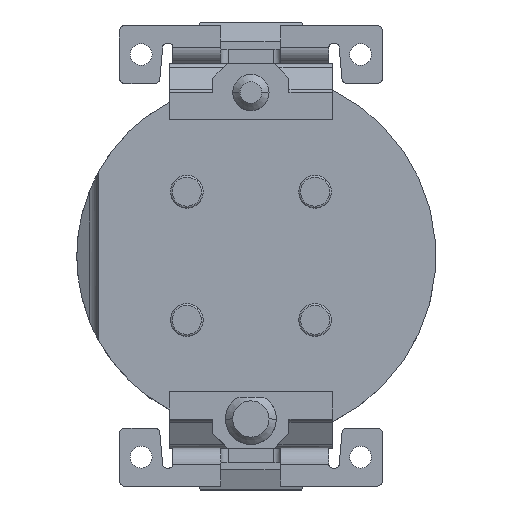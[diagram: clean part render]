
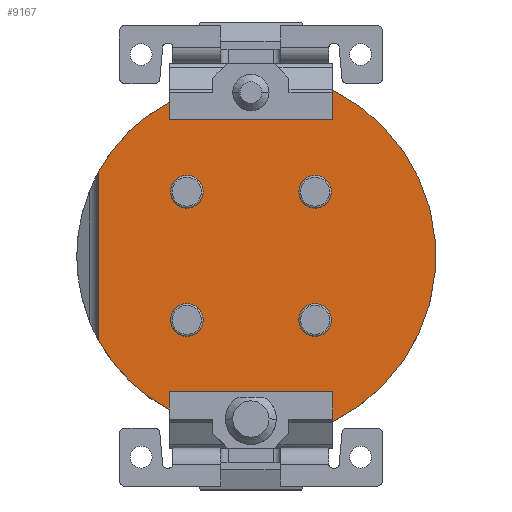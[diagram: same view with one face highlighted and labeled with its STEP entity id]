
A CAD part, top view. The second image highlights one B-rep face of the part: STEP entity #9167.
In plain terms, the highlighted planar face has unit normal (0, 0, 1).
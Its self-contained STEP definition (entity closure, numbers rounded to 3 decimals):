
#13=DIRECTION('',(0.,1.,0.));
#14=VECTOR('',#13,4.648);
#15=CARTESIAN_POINT('',(-4.2,-2.324,-1.2));
#16=LINE('',#15,#14);
#17=DIRECTION('',(0.,-1.,0.));
#18=VECTOR('',#17,0.49);
#19=CARTESIAN_POINT('',(-2.25,4.24,-1.2));
#20=LINE('',#19,#18);
#21=DIRECTION('',(1.,0.,0.));
#22=VECTOR('',#21,4.5);
#23=CARTESIAN_POINT('',(-2.25,3.75,-1.2));
#24=LINE('',#23,#22);
#25=DIRECTION('',(0.,1.,0.));
#26=VECTOR('',#25,0.827);
#27=CARTESIAN_POINT('',(2.25,3.75,-1.2));
#28=LINE('',#27,#26);
#29=DIRECTION('',(0.,1.,0.));
#30=VECTOR('',#29,0.827);
#31=CARTESIAN_POINT('',(2.25,-4.577,-1.2));
#32=LINE('',#31,#30);
#33=DIRECTION('',(-1.,0.,0.));
#34=VECTOR('',#33,4.5);
#35=CARTESIAN_POINT('',(2.25,-3.75,-1.2));
#36=LINE('',#35,#34);
#37=DIRECTION('',(0.,-1.,0.));
#38=VECTOR('',#37,0.49);
#39=CARTESIAN_POINT('',(-2.25,-3.75,-1.2));
#40=LINE('',#39,#38);
#41=CARTESIAN_POINT('',(1.768,-1.768,-1.2));
#42=DIRECTION('',(0.,0.,-1.));
#43=DIRECTION('',(-0.707,-0.707,0.));
#44=AXIS2_PLACEMENT_3D('',#41,#42,#43);
#46=CARTESIAN_POINT('',(1.768,-1.768,-1.2));
#47=DIRECTION('',(0.,0.,-1.));
#48=DIRECTION('',(0.707,0.707,0.));
#49=AXIS2_PLACEMENT_3D('',#46,#47,#48);
#51=CARTESIAN_POINT('',(-1.768,-1.768,-1.2));
#52=DIRECTION('',(0.,0.,-1.));
#53=DIRECTION('',(-0.707,-0.707,0.));
#54=AXIS2_PLACEMENT_3D('',#51,#52,#53);
#56=CARTESIAN_POINT('',(-1.768,-1.768,-1.2));
#57=DIRECTION('',(0.,0.,-1.));
#58=DIRECTION('',(0.707,0.707,0.));
#59=AXIS2_PLACEMENT_3D('',#56,#57,#58);
#61=CARTESIAN_POINT('',(-1.768,1.768,-1.2));
#62=DIRECTION('',(0.,0.,-1.));
#63=DIRECTION('',(-0.707,-0.707,0.));
#64=AXIS2_PLACEMENT_3D('',#61,#62,#63);
#66=CARTESIAN_POINT('',(-1.768,1.768,-1.2));
#67=DIRECTION('',(0.,0.,-1.));
#68=DIRECTION('',(0.707,0.707,0.));
#69=AXIS2_PLACEMENT_3D('',#66,#67,#68);
#71=CARTESIAN_POINT('',(1.768,1.768,-1.2));
#72=DIRECTION('',(0.,0.,-1.));
#73=DIRECTION('',(-0.707,-0.707,0.));
#74=AXIS2_PLACEMENT_3D('',#71,#72,#73);
#76=CARTESIAN_POINT('',(1.768,1.768,-1.2));
#77=DIRECTION('',(0.,0.,-1.));
#78=DIRECTION('',(0.707,0.707,0.));
#79=AXIS2_PLACEMENT_3D('',#76,#77,#78);
#89=CARTESIAN_POINT('',(0.,0.,-1.2));
#90=DIRECTION('',(0.,0.,1.));
#91=DIRECTION('',(-0.875,-0.484,0.));
#92=AXIS2_PLACEMENT_3D('',#89,#90,#91);
#165=CARTESIAN_POINT('',(0.,0.,-1.2));
#166=DIRECTION('',(0.,0.,1.));
#167=DIRECTION('',(-0.469,0.883,0.));
#168=AXIS2_PLACEMENT_3D('',#165,#166,#167);
#374=CARTESIAN_POINT('',(0.,0.,-1.2));
#375=DIRECTION('',(0.,0.,1.));
#376=DIRECTION('',(0.441,-0.897,0.));
#377=AXIS2_PLACEMENT_3D('',#374,#375,#376);
#7343=CARTESIAN_POINT('',(2.25,-3.75,-1.2));
#7344=CARTESIAN_POINT('',(-2.25,-3.75,-1.2));
#7345=VERTEX_POINT('',#7343);
#7346=VERTEX_POINT('',#7344);
#7347=CARTESIAN_POINT('',(-2.25,3.75,-1.2));
#7348=CARTESIAN_POINT('',(2.25,3.75,-1.2));
#7349=VERTEX_POINT('',#7347);
#7350=VERTEX_POINT('',#7348);
#7585=CARTESIAN_POINT('',(-2.25,-4.24,-1.2));
#7587=VERTEX_POINT('',#7585);
#7589=CARTESIAN_POINT('',(-2.25,4.24,-1.2));
#7591=VERTEX_POINT('',#7589);
#8127=CARTESIAN_POINT('',(2.25,-4.577,-1.2));
#8129=VERTEX_POINT('',#8127);
#8132=CARTESIAN_POINT('',(2.25,4.577,-1.2));
#8134=VERTEX_POINT('',#8132);
#8136=CARTESIAN_POINT('',(-4.2,-2.324,-1.2));
#8137=CARTESIAN_POINT('',(-4.2,2.324,-1.2));
#8138=VERTEX_POINT('',#8136);
#8139=VERTEX_POINT('',#8137);
#9052=CARTESIAN_POINT('',(1.485,-2.051,-1.2));
#9053=CARTESIAN_POINT('',(2.051,-1.485,-1.2));
#9054=VERTEX_POINT('',#9052);
#9055=VERTEX_POINT('',#9053);
#9072=CARTESIAN_POINT('',(-2.051,-2.051,-1.2));
#9073=CARTESIAN_POINT('',(-1.485,-1.485,-1.2));
#9074=VERTEX_POINT('',#9072);
#9075=VERTEX_POINT('',#9073);
#9092=CARTESIAN_POINT('',(-2.051,1.485,-1.2));
#9093=CARTESIAN_POINT('',(-1.485,2.051,-1.2));
#9094=VERTEX_POINT('',#9092);
#9095=VERTEX_POINT('',#9093);
#9112=CARTESIAN_POINT('',(1.485,1.485,-1.2));
#9113=CARTESIAN_POINT('',(2.051,2.051,-1.2));
#9114=VERTEX_POINT('',#9112);
#9115=VERTEX_POINT('',#9113);
#9116=CARTESIAN_POINT('',(0.,0.,-1.2));
#9117=DIRECTION('',(0.,0.,1.));
#9118=DIRECTION('',(0.,1.,0.));
#9119=AXIS2_PLACEMENT_3D('',#9116,#9117,#9118);
#9120=PLANE('',#9119);
#9122=ORIENTED_EDGE('',*,*,#9121,.T.);
#9124=ORIENTED_EDGE('',*,*,#9123,.F.);
#9126=ORIENTED_EDGE('',*,*,#9125,.T.);
#9128=ORIENTED_EDGE('',*,*,#9127,.T.);
#9130=ORIENTED_EDGE('',*,*,#9129,.T.);
#9132=ORIENTED_EDGE('',*,*,#9131,.F.);
#9134=ORIENTED_EDGE('',*,*,#9133,.T.);
#9136=ORIENTED_EDGE('',*,*,#9135,.T.);
#9138=ORIENTED_EDGE('',*,*,#9137,.T.);
#9140=ORIENTED_EDGE('',*,*,#9139,.F.);
#9141=EDGE_LOOP('',(#9122,#9124,#9126,#9128,#9130,#9132,#9134,#9136,#9138,
#9140));
#9142=FACE_OUTER_BOUND('',#9141,.F.);
#9144=ORIENTED_EDGE('',*,*,#9143,.F.);
#9146=ORIENTED_EDGE('',*,*,#9145,.F.);
#9147=EDGE_LOOP('',(#9144,#9146));
#9148=FACE_BOUND('',#9147,.F.);
#9150=ORIENTED_EDGE('',*,*,#9149,.F.);
#9152=ORIENTED_EDGE('',*,*,#9151,.F.);
#9153=EDGE_LOOP('',(#9150,#9152));
#9154=FACE_BOUND('',#9153,.F.);
#9156=ORIENTED_EDGE('',*,*,#9155,.F.);
#9158=ORIENTED_EDGE('',*,*,#9157,.F.);
#9159=EDGE_LOOP('',(#9156,#9158));
#9160=FACE_BOUND('',#9159,.F.);
#9162=ORIENTED_EDGE('',*,*,#9161,.F.);
#9164=ORIENTED_EDGE('',*,*,#9163,.F.);
#9165=EDGE_LOOP('',(#9162,#9164));
#9166=FACE_BOUND('',#9165,.F.);
#45=CIRCLE('',#44,0.4);
#50=CIRCLE('',#49,0.4);
#55=CIRCLE('',#54,0.4);
#60=CIRCLE('',#59,0.4);
#65=CIRCLE('',#64,0.4);
#70=CIRCLE('',#69,0.4);
#75=CIRCLE('',#74,0.4);
#80=CIRCLE('',#79,0.4);
#93=CIRCLE('',#92,4.8);
#169=CIRCLE('',#168,4.8);
#378=CIRCLE('',#377,5.1);
#9121=EDGE_CURVE('',#8138,#8139,#16,.T.);
#9123=EDGE_CURVE('',#7591,#8139,#169,.T.);
#9125=EDGE_CURVE('',#7591,#7349,#20,.T.);
#9127=EDGE_CURVE('',#7349,#7350,#24,.T.);
#9129=EDGE_CURVE('',#7350,#8134,#28,.T.);
#9131=EDGE_CURVE('',#8129,#8134,#378,.T.);
#9133=EDGE_CURVE('',#8129,#7345,#32,.T.);
#9135=EDGE_CURVE('',#7345,#7346,#36,.T.);
#9137=EDGE_CURVE('',#7346,#7587,#40,.T.);
#9139=EDGE_CURVE('',#8138,#7587,#93,.T.);
#9143=EDGE_CURVE('',#9054,#9055,#45,.T.);
#9145=EDGE_CURVE('',#9055,#9054,#50,.T.);
#9149=EDGE_CURVE('',#9074,#9075,#55,.T.);
#9151=EDGE_CURVE('',#9075,#9074,#60,.T.);
#9155=EDGE_CURVE('',#9094,#9095,#65,.T.);
#9157=EDGE_CURVE('',#9095,#9094,#70,.T.);
#9161=EDGE_CURVE('',#9114,#9115,#75,.T.);
#9163=EDGE_CURVE('',#9115,#9114,#80,.T.);
#9167=ADVANCED_FACE('',(#9142,#9148,#9154,#9160,#9166),#9120,.T.);
